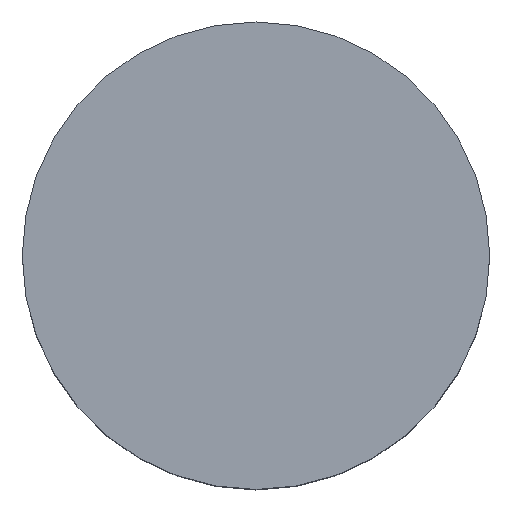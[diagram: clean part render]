
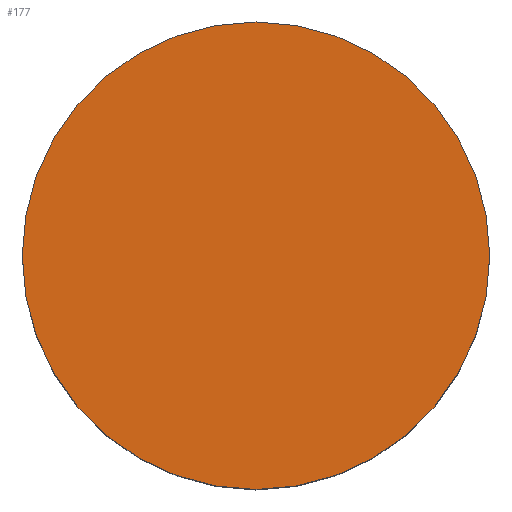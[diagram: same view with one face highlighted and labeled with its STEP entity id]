
A CAD part, top view. The second image highlights one B-rep face of the part: STEP entity #177.
In plain terms, the highlighted planar face has unit normal (0, 0, 1).
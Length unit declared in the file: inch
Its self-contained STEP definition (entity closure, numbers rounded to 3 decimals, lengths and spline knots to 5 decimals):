
#124=CARTESIAN_POINT('',(-3.40642,-2.6956,0.25));
#125=VERTEX_POINT('',#124);
#132=CARTESIAN_POINT('',(-3.00642,-2.6956,0.25));
#133=VERTEX_POINT('',#132);
#134=CARTESIAN_POINT('',(-3.20642,-2.6956,0.25));
#135=DIRECTION('',(0.,0.,1.));
#136=DIRECTION('',(1.,0.,-0.));
#137=AXIS2_PLACEMENT_3D('',#134,#135,#136);
#138=CIRCLE('',#137,0.2);
#139=EDGE_CURVE('',#133,#125,#138,.T.);
#141=CARTESIAN_POINT('',(-3.20642,-2.6956,0.25));
#142=DIRECTION('',(0.,0.,1.));
#143=DIRECTION('',(1.,0.,-0.));
#144=AXIS2_PLACEMENT_3D('',#141,#142,#143);
#145=CIRCLE('',#144,0.2);
#146=EDGE_CURVE('',#125,#133,#145,.T.);
#168=CARTESIAN_POINT('',(-3.20642,-2.6956,0.25));
#169=DIRECTION('',(0.,0.,1.));
#170=DIRECTION('',(1.,0.,0.));
#171=AXIS2_PLACEMENT_3D('',#168,#169,#170);
#172=PLANE('',#171);
#173=ORIENTED_EDGE('',*,*,#139,.T.);
#174=ORIENTED_EDGE('',*,*,#146,.T.);
#175=EDGE_LOOP('',(#173,#174));
#176=FACE_BOUND('',#175,.T.);
#177=ADVANCED_FACE('',(#176),#172,.T.);
